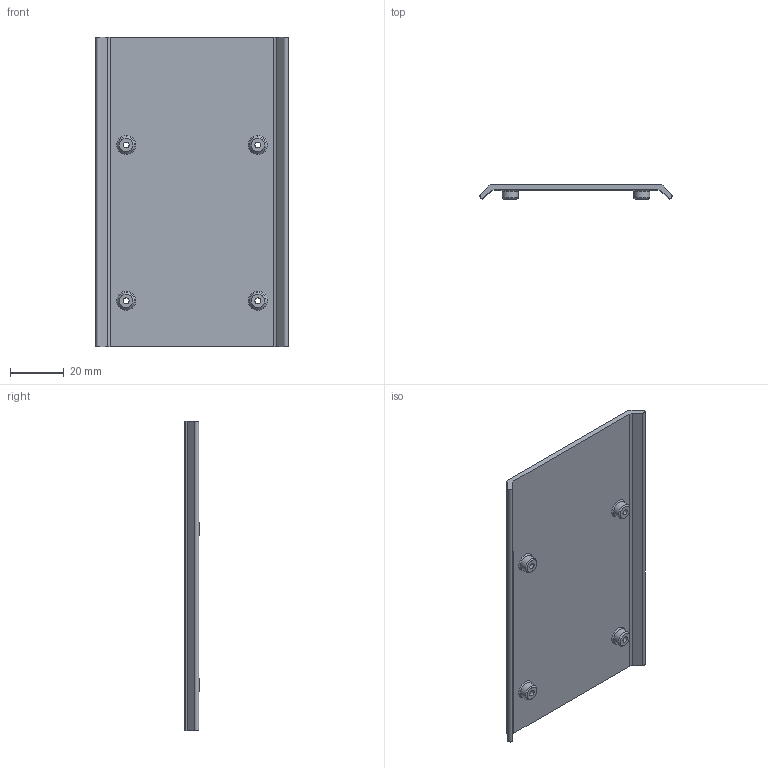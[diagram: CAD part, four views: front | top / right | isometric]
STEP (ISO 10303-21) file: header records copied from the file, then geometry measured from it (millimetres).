
FILE_DESCRIPTION(('FreeCAD Model'),'2;1');
FILE_NAME('Open CASCADE Shape Model','2024-05-01T13:22:33',(''),(''), 'Open CASCADE STEP processor 7.6','FreeCAD','Unknown');
FILE_SCHEMA(('CONFIG_CONTROL_DESIGN','SHAPE_APPEARANCE_LAYER_MIM'));
Length unit declared in the file: millimetre
Products named in the file (1): RPi_Insert_Conduit_80x80
Bounding box: 71.49 x 5.5 x 115 mm (x, y, z)
Volume: 17039.4 mm3; surface area: 17963.6 mm2
Topology: 1 solids, 1 shells, 40 faces, 90 edges, 56 vertices
Faces by surface type: plane 18, cone 12, cylinder 10
Full cylindrical faces by diameter (mm): 2.2 x4, 6 x4
Entity records: 2372 total; most frequent: CARTESIAN_POINT 415, DIRECTION 376, LINE 218, VECTOR 218, ORIENTED_EDGE 180, PCURVE 180, DEFINITIONAL_REPRESENTATION 180, EDGE_CURVE 90
